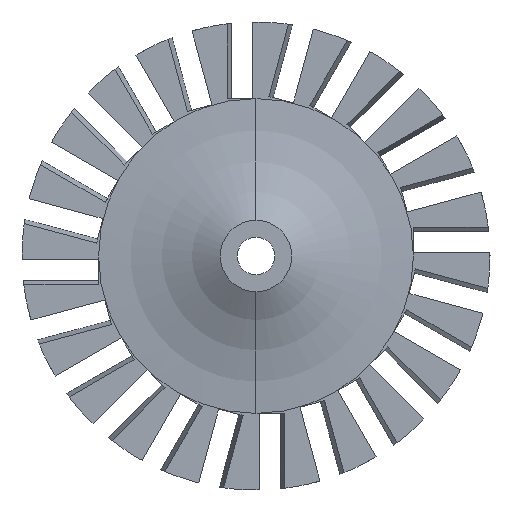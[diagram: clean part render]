
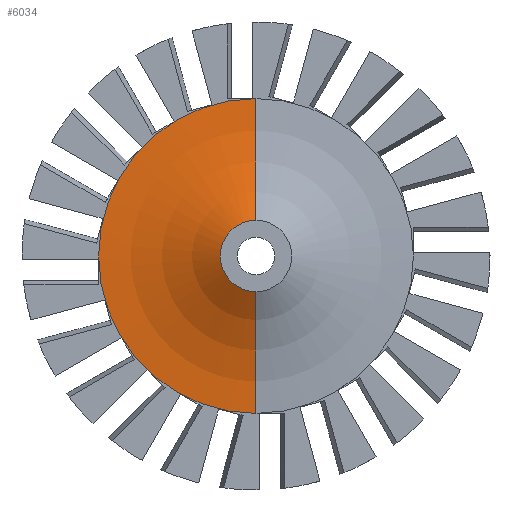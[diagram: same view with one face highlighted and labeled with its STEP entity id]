
A CAD part, front view. The second image highlights one B-rep face of the part: STEP entity #6034.
In plain terms, the highlighted toroidal (fillet/blend) face has major radius 41.961 mm and minor radius 59.99 mm.
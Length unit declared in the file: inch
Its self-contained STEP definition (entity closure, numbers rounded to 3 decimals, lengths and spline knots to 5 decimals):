
#93 = EDGE_CURVE ( 'NONE', #3456, #96, #6169, .T. ) ;
#96 = VERTEX_POINT ( 'NONE', #2039 ) ;
#284 = CIRCLE ( 'NONE', #3548, 0.375 ) ;
#330 = CARTESIAN_POINT ( 'NONE',  ( 0., -2.48681, -1.652 ) ) ;
#493 = AXIS2_PLACEMENT_3D ( 'NONE', #3637, #939, #3086 ) ;
#593 = CARTESIAN_POINT ( 'NONE',  ( 0., -0.5, 0.375 ) ) ;
#939 = DIRECTION ( 'NONE',  ( 0., -1., 0. ) ) ;
#1061 = CARTESIAN_POINT ( 'NONE',  ( 0., -0.125, -1.652 ) ) ;
#1321 = VERTEX_POINT ( 'NONE', #1061 ) ;
#1422 = CARTESIAN_POINT ( 'NONE',  ( 0., -0.5, 0. ) ) ;
#1461 = EDGE_LOOP ( 'NONE', ( #1744, #4181, #6156, #4750 ) ) ;
#1596 = CIRCLE ( 'NONE', #6526, 2.36181 ) ;
#1744 = ORIENTED_EDGE ( 'NONE', *, *, #3954, .F. ) ;
#2039 = CARTESIAN_POINT ( 'NONE',  ( 0., -0.125, 1.652 ) ) ;
#2279 = AXIS2_PLACEMENT_3D ( 'NONE', #5642, #6766, #3062 ) ;
#2328 = EDGE_CURVE ( 'NONE', #96, #1321, #5427, .T. ) ;
#2472 = DIRECTION ( 'NONE',  ( 0., -1., 0. ) ) ;
#2538 = VERTEX_POINT ( 'NONE', #6842 ) ;
#2545 = DIRECTION ( 'NONE',  ( 0., 0., -1. ) ) ;
#2585 = DIRECTION ( 'NONE',  ( -1., 0., 0. ) ) ;
#3062 = DIRECTION ( 'NONE',  ( 0., 0., -1. ) ) ;
#3086 = DIRECTION ( 'NONE',  ( 0., 0., -1. ) ) ;
#3456 = VERTEX_POINT ( 'NONE', #593 ) ;
#3548 = AXIS2_PLACEMENT_3D ( 'NONE', #1422, #2472, #2545 ) ;
#3637 = CARTESIAN_POINT ( 'NONE',  ( 0., -0.125, 0. ) ) ;
#3951 = AXIS2_PLACEMENT_3D ( 'NONE', #4078, #6844, #6269 ) ;
#3954 = EDGE_CURVE ( 'NONE', #3456, #2538, #284, .T. ) ;
#4078 = CARTESIAN_POINT ( 'NONE',  ( 0., -2.48681, 1.652 ) ) ;
#4181 = ORIENTED_EDGE ( 'NONE', *, *, #93, .T. ) ;
#4744 = TOROIDAL_SURFACE ( 'NONE', #2279, 1.652, 2.36181 ) ;
#4750 = ORIENTED_EDGE ( 'NONE', *, *, #6414, .F. ) ;
#5427 = CIRCLE ( 'NONE', #493, 1.652 ) ;
#5642 = CARTESIAN_POINT ( 'NONE',  ( 0., -2.48681, 0. ) ) ;
#6034 = ADVANCED_FACE ( 'NONE', ( #6726 ), #4744, .F. ) ;
#6156 = ORIENTED_EDGE ( 'NONE', *, *, #2328, .T. ) ;
#6169 = CIRCLE ( 'NONE', #3951, 2.36181 ) ;
#6269 = DIRECTION ( 'NONE',  ( 0., 0., -1. ) ) ;
#6414 = EDGE_CURVE ( 'NONE', #2538, #1321, #1596, .T. ) ;
#6526 = AXIS2_PLACEMENT_3D ( 'NONE', #330, #2585, #6783 ) ;
#6726 = FACE_OUTER_BOUND ( 'NONE', #1461, .T. ) ;
#6766 = DIRECTION ( 'NONE',  ( 0., -1., 0. ) ) ;
#6783 = DIRECTION ( 'NONE',  ( 0., 0., 1. ) ) ;
#6842 = CARTESIAN_POINT ( 'NONE',  ( 0., -0.5, -0.375 ) ) ;
#6844 = DIRECTION ( 'NONE',  ( 1., 0., 0. ) ) ;
